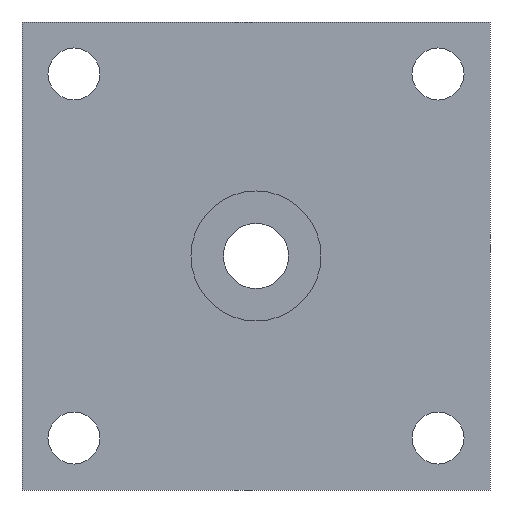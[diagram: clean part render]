
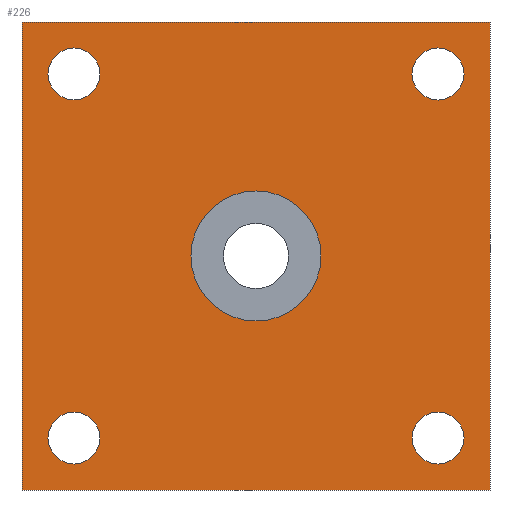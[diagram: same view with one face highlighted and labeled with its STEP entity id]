
A CAD part, front view. The second image highlights one B-rep face of the part: STEP entity #226.
In plain terms, the highlighted planar face has unit normal (0, -1, 0).
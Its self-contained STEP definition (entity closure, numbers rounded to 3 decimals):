
#3 = DIRECTION ( 'NONE',  ( 0., 1., 0. ) ) ;
#11 = FACE_BOUND ( 'NONE', #287, .T. ) ;
#13 = DIRECTION ( 'NONE',  ( -1., 0., 0. ) ) ;
#29 = EDGE_CURVE ( 'NONE', #163, #163, #97, .T. ) ;
#36 = VERTEX_POINT ( 'NONE', #159 ) ;
#42 = FACE_BOUND ( 'NONE', #343, .T. ) ;
#44 = EDGE_CURVE ( 'NONE', #262, #346, #428, .T. ) ;
#49 = PLANE ( 'NONE',  #382 ) ;
#61 = VECTOR ( 'NONE', #433, 1000. ) ;
#66 = DIRECTION ( 'NONE',  ( 0., 0., 1. ) ) ;
#69 = EDGE_CURVE ( 'NONE', #36, #140, #366, .T. ) ;
#84 = EDGE_LOOP ( 'NONE', ( #182 ) ) ;
#90 = CARTESIAN_POINT ( 'NONE',  ( 70., 0., -60. ) ) ;
#96 = DIRECTION ( 'NONE',  ( 0., 0., 1. ) ) ;
#97 = CIRCLE ( 'NONE', #210, 25. ) ;
#102 = CARTESIAN_POINT ( 'NONE',  ( 90., 0., -90. ) ) ;
#105 = ORIENTED_EDGE ( 'NONE', *, *, #138, .T. ) ;
#107 = CARTESIAN_POINT ( 'NONE',  ( -90., 0., -90. ) ) ;
#122 = DIRECTION ( 'NONE',  ( 0., -1., 0. ) ) ;
#131 = EDGE_CURVE ( 'NONE', #388, #388, #426, .T. ) ;
#138 = EDGE_CURVE ( 'NONE', #358, #358, #219, .T. ) ;
#139 = DIRECTION ( 'NONE',  ( 0., 0., 1. ) ) ;
#140 = VERTEX_POINT ( 'NONE', #102 ) ;
#149 = CARTESIAN_POINT ( 'NONE',  ( -90., 0., 90. ) ) ;
#151 = CIRCLE ( 'NONE', #271, 10. ) ;
#153 = DIRECTION ( 'NONE',  ( 0., -1., 0. ) ) ;
#155 = VERTEX_POINT ( 'NONE', #293 ) ;
#157 = CARTESIAN_POINT ( 'NONE',  ( 0., 0., -25. ) ) ;
#159 = CARTESIAN_POINT ( 'NONE',  ( 90., 0., 90. ) ) ;
#163 = VERTEX_POINT ( 'NONE', #157 ) ;
#165 = VECTOR ( 'NONE', #266, 1000. ) ;
#177 = ORIENTED_EDGE ( 'NONE', *, *, #131, .T. ) ;
#182 = ORIENTED_EDGE ( 'NONE', *, *, #253, .T. ) ;
#188 = CARTESIAN_POINT ( 'NONE',  ( 70., 0., 70. ) ) ;
#192 = EDGE_CURVE ( 'NONE', #155, #155, #151, .T. ) ;
#194 = CARTESIAN_POINT ( 'NONE',  ( -70., 0., -60. ) ) ;
#197 = EDGE_LOOP ( 'NONE', ( #105 ) ) ;
#208 = CARTESIAN_POINT ( 'NONE',  ( -70., 0., -70. ) ) ;
#210 = AXIS2_PLACEMENT_3D ( 'NONE', #231, #122, #260 ) ;
#216 = FACE_BOUND ( 'NONE', #197, .T. ) ;
#219 = CIRCLE ( 'NONE', #330, 10. ) ;
#222 = FACE_BOUND ( 'NONE', #412, .T. ) ;
#223 = ORIENTED_EDGE ( 'NONE', *, *, #233, .F. ) ;
#226 = ADVANCED_FACE ( 'NONE', ( #222, #11, #216, #320, #42, #379 ), #49, .T. ) ;
#231 = CARTESIAN_POINT ( 'NONE',  ( 0., 0., 0. ) ) ;
#233 = EDGE_CURVE ( 'NONE', #346, #36, #417, .T. ) ;
#235 = CARTESIAN_POINT ( 'NONE',  ( 70., 0., -70. ) ) ;
#239 = DIRECTION ( 'NONE',  ( 0., 1., 0. ) ) ;
#240 = EDGE_CURVE ( 'NONE', #140, #262, #289, .T. ) ;
#244 = AXIS2_PLACEMENT_3D ( 'NONE', #235, #369, #96 ) ;
#247 = AXIS2_PLACEMENT_3D ( 'NONE', #188, #318, #410 ) ;
#253 = EDGE_CURVE ( 'NONE', #265, #265, #432, .T. ) ;
#257 = VECTOR ( 'NONE', #13, 1000. ) ;
#260 = DIRECTION ( 'NONE',  ( 0., 0., -1. ) ) ;
#262 = VERTEX_POINT ( 'NONE', #107 ) ;
#263 = CARTESIAN_POINT ( 'NONE',  ( -90., 0., 90. ) ) ;
#265 = VERTEX_POINT ( 'NONE', #394 ) ;
#266 = DIRECTION ( 'NONE',  ( 0., 0., 1. ) ) ;
#271 = AXIS2_PLACEMENT_3D ( 'NONE', #307, #3, #139 ) ;
#287 = EDGE_LOOP ( 'NONE', ( #385 ) ) ;
#289 = LINE ( 'NONE', #377, #257 ) ;
#293 = CARTESIAN_POINT ( 'NONE',  ( -70., 0., 80. ) ) ;
#307 = CARTESIAN_POINT ( 'NONE',  ( -70., 0., 70. ) ) ;
#313 = ORIENTED_EDGE ( 'NONE', *, *, #44, .F. ) ;
#317 = VECTOR ( 'NONE', #352, 1000. ) ;
#318 = DIRECTION ( 'NONE',  ( 0., 1., 0. ) ) ;
#320 = FACE_OUTER_BOUND ( 'NONE', #387, .T. ) ;
#330 = AXIS2_PLACEMENT_3D ( 'NONE', #208, #239, #66 ) ;
#332 = CARTESIAN_POINT ( 'NONE',  ( 90., 0., 90. ) ) ;
#343 = EDGE_LOOP ( 'NONE', ( #177 ) ) ;
#346 = VERTEX_POINT ( 'NONE', #263 ) ;
#352 = DIRECTION ( 'NONE',  ( 1., 0., 0. ) ) ;
#354 = CARTESIAN_POINT ( 'NONE',  ( 0., 0., 0. ) ) ;
#358 = VERTEX_POINT ( 'NONE', #194 ) ;
#366 = LINE ( 'NONE', #332, #61 ) ;
#369 = DIRECTION ( 'NONE',  ( 0., 1., 0. ) ) ;
#377 = CARTESIAN_POINT ( 'NONE',  ( -90., 0., -90. ) ) ;
#379 = FACE_BOUND ( 'NONE', #84, .T. ) ;
#382 = AXIS2_PLACEMENT_3D ( 'NONE', #354, #153, #419 ) ;
#385 = ORIENTED_EDGE ( 'NONE', *, *, #192, .T. ) ;
#387 = EDGE_LOOP ( 'NONE', ( #409, #223, #313, #395 ) ) ;
#388 = VERTEX_POINT ( 'NONE', #90 ) ;
#394 = CARTESIAN_POINT ( 'NONE',  ( 70., 0., 80. ) ) ;
#395 = ORIENTED_EDGE ( 'NONE', *, *, #240, .F. ) ;
#409 = ORIENTED_EDGE ( 'NONE', *, *, #69, .F. ) ;
#410 = DIRECTION ( 'NONE',  ( 0., 0., 1. ) ) ;
#412 = EDGE_LOOP ( 'NONE', ( #414 ) ) ;
#414 = ORIENTED_EDGE ( 'NONE', *, *, #29, .F. ) ;
#415 = CARTESIAN_POINT ( 'NONE',  ( -90., 0., 90. ) ) ;
#417 = LINE ( 'NONE', #415, #317 ) ;
#419 = DIRECTION ( 'NONE',  ( 0., 0., -1. ) ) ;
#426 = CIRCLE ( 'NONE', #244, 10. ) ;
#428 = LINE ( 'NONE', #149, #165 ) ;
#432 = CIRCLE ( 'NONE', #247, 10. ) ;
#433 = DIRECTION ( 'NONE',  ( 0., 0., -1. ) ) ;
